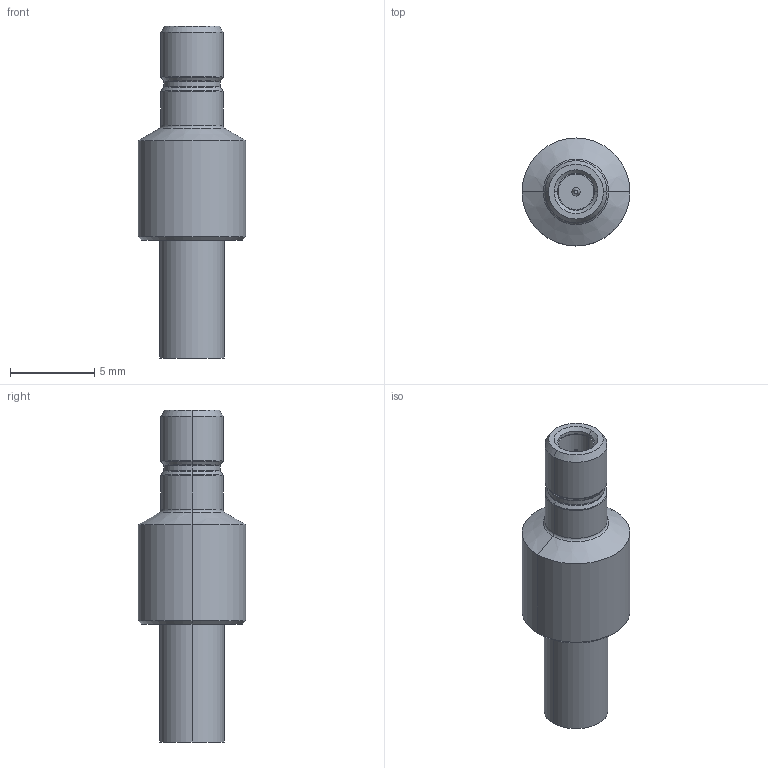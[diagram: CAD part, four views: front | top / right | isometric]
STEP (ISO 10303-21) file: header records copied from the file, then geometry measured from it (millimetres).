
FILE_DESCRIPTION (( 'STEP AP214' ), '1' );
FILE_NAME ('J01160A0401.STEP', '2016-04-18T09:47:06', ( '' ), ( '' ), 'SwSTEP 2.0', 'SolidWorks 2015', '' );
FILE_SCHEMA (( 'AUTOMOTIVE_DESIGN' ));
Length unit declared in the file: millimetre
Products named in the file (1): J01160A0401
Bounding box: 6.4 x 6.4 x 19.7 mm (x, y, z)
Volume: 291.9 mm3; surface area: 553.7 mm2
Topology: 2 solids, 3 shells, 75 faces, 148 edges, 86 vertices
Faces by surface type: cylinder 30, cone 20, plane 13, torus 12
Entity records: 2777 total; most frequent: DIRECTION 398, CARTESIAN_POINT 310, ORIENTED_EDGE 296, AXIS2_PLACEMENT_3D 174, EDGE_CURVE 148, CIRCLE 98, VERTEX_POINT 86, EDGE_LOOP 86
